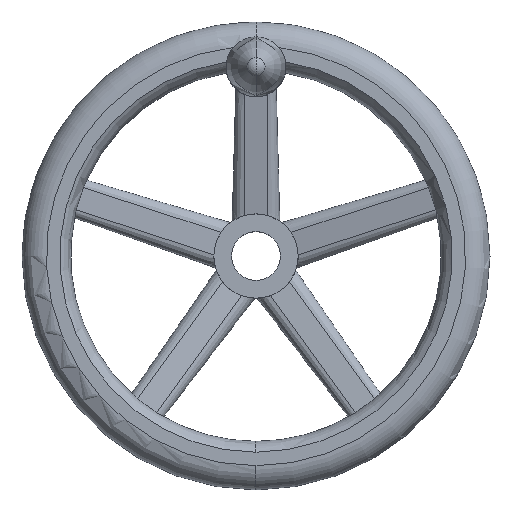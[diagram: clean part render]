
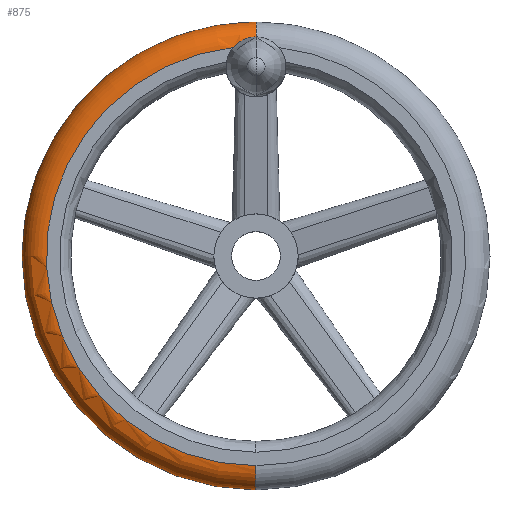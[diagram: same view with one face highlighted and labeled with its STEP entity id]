
A CAD part, top view. The second image highlights one B-rep face of the part: STEP entity #875.
In plain terms, the highlighted toroidal (fillet/blend) face has major radius 112 mm and minor radius 13 mm.
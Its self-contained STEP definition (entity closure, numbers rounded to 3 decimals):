
#395=EDGE_CURVE('',#453,#461,#1029,.T.);
#453=VERTEX_POINT('',#1093);
#461=VERTEX_POINT('',#1101);
#679=VERTEX_POINT('',#1342);
#769=VERTEX_POINT('',#1446);
#837=EDGE_CURVE('',#679,#879,#1518,.T.);
#871=EDGE_CURVE('',#461,#879,#1558,.T.);
#875=ADVANCED_FACE('',(#1562),#1563,.T.);
#879=VERTEX_POINT('',#1567);
#923=EDGE_CURVE('',#453,#769,#1616,.T.);
#937=EDGE_CURVE('',#679,#769,#1631,.T.);
#1029=CIRCLE('',#1811,112.0);
#1093=CARTESIAN_POINT('',(0.,-112.0,50.0));
#1101=CARTESIAN_POINT('',(-12.217,111.332,50.));
#1342=CARTESIAN_POINT('',(0.,125.0,37.0));
#1446=CARTESIAN_POINT('',(0.,-125.0,37.0));
#1518=CIRCLE('',#3099,13.0);
#1558=CIRCLE('',#3310,112.0);
#1562=FACE_OUTER_BOUND('',#3315,.T.);
#1563=TOROIDAL_SURFACE('',#3316,112.0,13.0);
#1567=CARTESIAN_POINT('',(0.,112.0,50.0));
#1616=CIRCLE('',#3484,13.0);
#1631=CIRCLE('',#3533,125.0);
#1811=AXIS2_PLACEMENT_3D('',#3618,#3619,#3620);
#3099=AXIS2_PLACEMENT_3D('',#4174,#4175,#4176);
#3310=AXIS2_PLACEMENT_3D('',#4229,#4230,#4231);
#3315=EDGE_LOOP('',(#4236,#4237,#4238,#4239,#4240));
#3316=AXIS2_PLACEMENT_3D('',#4241,#4242,#4243);
#3484=AXIS2_PLACEMENT_3D('',#4316,#4317,#4318);
#3533=AXIS2_PLACEMENT_3D('',#4330,#4331,#4332);
#3618=CARTESIAN_POINT('',(0.,0.,50.0));
#3619=DIRECTION('',(0.,0.,-1.0));
#3620=DIRECTION('',(0.,1.0,0.));
#4174=CARTESIAN_POINT('',(0.,112.0,37.0));
#4175=DIRECTION('',(1.0,0.,0.));
#4176=DIRECTION('',(0.,1.0,0.));
#4229=CARTESIAN_POINT('',(0.,0.,50.0));
#4230=DIRECTION('',(0.,0.,-1.0));
#4231=DIRECTION('',(0.,1.0,0.));
#4236=ORIENTED_EDGE('',*,*,#937,.T.);
#4237=ORIENTED_EDGE('',*,*,#923,.F.);
#4238=ORIENTED_EDGE('',*,*,#395,.T.);
#4239=ORIENTED_EDGE('',*,*,#871,.T.);
#4240=ORIENTED_EDGE('',*,*,#837,.F.);
#4241=CARTESIAN_POINT('',(0.,0.,37.0));
#4242=DIRECTION('',(0.,0.,1.0));
#4243=DIRECTION('',(0.,1.0,0.0));
#4316=CARTESIAN_POINT('',(0.,-112.0,37.0));
#4317=DIRECTION('',(1.0,0.,0.));
#4318=DIRECTION('',(0.,-1.0,0.));
#4330=CARTESIAN_POINT('',(0.,0.,37.0));
#4331=DIRECTION('',(0.,0.,1.0));
#4332=DIRECTION('',(1.0,0.0,0.));
